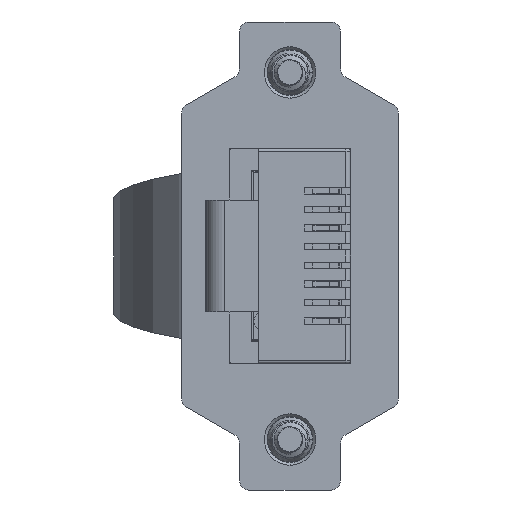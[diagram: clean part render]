
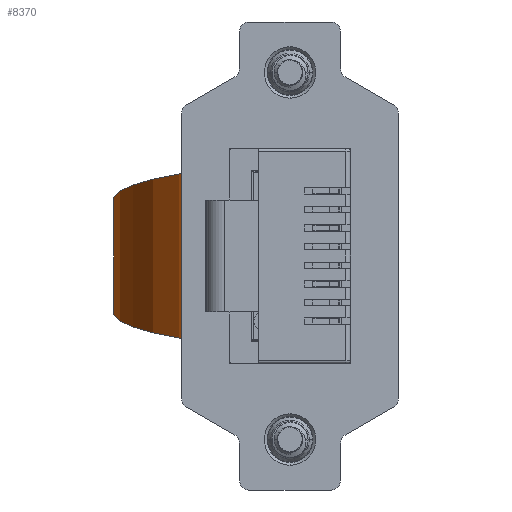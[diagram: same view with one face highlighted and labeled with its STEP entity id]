
A CAD part, left-side view. The second image highlights one B-rep face of the part: STEP entity #8370.
In plain terms, the highlighted cylindrical face has radius 13.208 mm (diameter 26.416 mm), a partial arc.
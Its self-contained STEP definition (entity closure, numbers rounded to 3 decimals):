
#806 = CARTESIAN_POINT ( 'NONE',  ( -4.699, 4.375, 0. ) ) ;
#4624 = CYLINDRICAL_SURFACE ( 'NONE', #21345, 13.208 ) ;
#5563 = CARTESIAN_POINT ( 'NONE',  ( -4.699, 4.375, 0. ) ) ;
#6130 = CARTESIAN_POINT ( 'NONE',  ( 4.699, 4.375, 0. ) ) ;
#7132 = DIRECTION ( 'NONE',  ( -1., 0., 0. ) ) ;
#8370 = ADVANCED_FACE ( 'NONE', ( #33321 ), #4624, .T. ) ;
#8765 = VECTOR ( 'NONE', #10555, 1000. ) ;
#9751 = CARTESIAN_POINT ( 'NONE',  ( 2.835, 9.555, 11.965 ) ) ;
#10207 = ORIENTED_EDGE ( 'NONE', *, *, #11035, .F. ) ;
#10555 = DIRECTION ( 'NONE',  ( -1., 0., 0. ) ) ;
#11035 = EDGE_CURVE ( 'NONE', #12819, #41075, #40495, .T. ) ;
#11228 = ORIENTED_EDGE ( 'NONE', *, *, #41407, .F. ) ;
#12819 = VERTEX_POINT ( 'NONE', #13206 ) ;
#13206 = CARTESIAN_POINT ( 'NONE',  ( 4.699, 4.375, 0. ) ) ;
#14368 = CARTESIAN_POINT ( 'NONE',  ( 4.699, 9.555, 11.965 ) ) ;
#15121 = CARTESIAN_POINT ( 'NONE',  ( -3.572, 10.066, 7.233 ) ) ;
#21345 = AXIS2_PLACEMENT_3D ( 'NONE', #39130, #31947, #46330 ) ;
#22322 = CARTESIAN_POINT ( 'NONE',  ( -4.253, 8.175, 2.866 ) ) ;
#22578 =( BOUNDED_CURVE ( )  B_SPLINE_CURVE ( 3, ( #40235, #15121, #22322, #806 ),
 .UNSPECIFIED., .F., .F. ) 
 B_SPLINE_CURVE_WITH_KNOTS ( ( 4, 4 ),
 ( 4.605, 5.637 ),
 .UNSPECIFIED. ) 
 CURVE ( )  GEOMETRIC_REPRESENTATION_ITEM ( )  RATIONAL_B_SPLINE_CURVE ( ( 1., 0.913, 0.913, 1. ) ) 
 REPRESENTATION_ITEM ( '' )  );
#23250 = ORIENTED_EDGE ( 'NONE', *, *, #42666, .T. ) ;
#23929 = CARTESIAN_POINT ( 'NONE',  ( 2.835, 9.555, 11.965 ) ) ;
#26883 = VECTOR ( 'NONE', #7132, 1000. ) ;
#27469 = ORIENTED_EDGE ( 'NONE', *, *, #34445, .F. ) ;
#31947 = DIRECTION ( 'NONE',  ( -1., 0., 0. ) ) ;
#32090 = CARTESIAN_POINT ( 'NONE',  ( -6.915, 4.375, 0. ) ) ;
#32924 = CARTESIAN_POINT ( 'NONE',  ( -2.835, 9.555, 11.965 ) ) ;
#33321 = FACE_OUTER_BOUND ( 'NONE', #35293, .T. ) ;
#34445 = EDGE_CURVE ( 'NONE', #41075, #43918, #45958, .T. ) ;
#34729 = CARTESIAN_POINT ( 'NONE',  ( 3.572, 10.066, 7.233 ) ) ;
#35159 = LINE ( 'NONE', #32090, #8765 ) ;
#35243 = VERTEX_POINT ( 'NONE', #5563 ) ;
#35293 = EDGE_LOOP ( 'NONE', ( #11228, #27469, #10207, #23250 ) ) ;
#39130 = CARTESIAN_POINT ( 'NONE',  ( 4.699, -3.577, 10.546 ) ) ;
#40235 = CARTESIAN_POINT ( 'NONE',  ( -2.835, 9.555, 11.965 ) ) ;
#40495 =( BOUNDED_CURVE ( )  B_SPLINE_CURVE ( 3, ( #6130, #45344, #34729, #9751 ),
 .UNSPECIFIED., .F., .T. ) 
 B_SPLINE_CURVE_WITH_KNOTS ( ( 4, 4 ),
 ( 3.788, 4.82 ),
 .UNSPECIFIED. ) 
 CURVE ( )  GEOMETRIC_REPRESENTATION_ITEM ( )  RATIONAL_B_SPLINE_CURVE ( ( 1., 0.913, 0.913, 1. ) ) 
 REPRESENTATION_ITEM ( '' )  );
#41075 = VERTEX_POINT ( 'NONE', #23929 ) ;
#41407 = EDGE_CURVE ( 'NONE', #43918, #35243, #22578, .T. ) ;
#42666 = EDGE_CURVE ( 'NONE', #12819, #35243, #35159, .T. ) ;
#43918 = VERTEX_POINT ( 'NONE', #32924 ) ;
#45344 = CARTESIAN_POINT ( 'NONE',  ( 4.253, 8.175, 2.866 ) ) ;
#45958 = LINE ( 'NONE', #14368, #26883 ) ;
#46330 = DIRECTION ( 'NONE',  ( 0., 0., 1. ) ) ;
